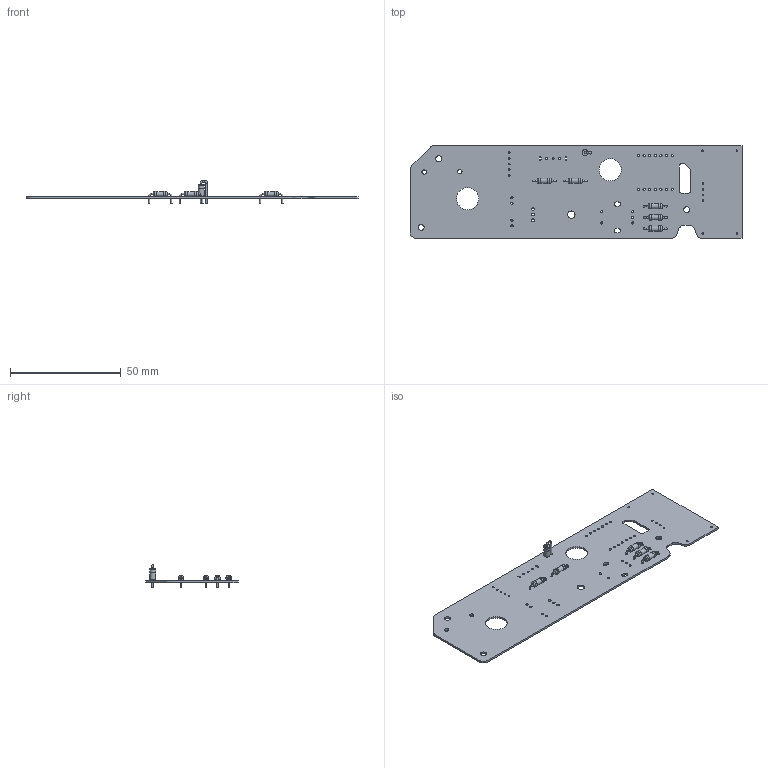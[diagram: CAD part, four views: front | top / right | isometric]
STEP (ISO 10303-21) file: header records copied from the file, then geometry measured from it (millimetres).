
FILE_DESCRIPTION(('KiCad electronic assembly'),'2;1');
FILE_NAME('cablight.step','2024-09-22T21:17:58',('Pcbnew'),('Kicad'), 'Open CASCADE STEP processor 7.8','KiCad to STEP converter','Unknown' );
FILE_SCHEMA(('AUTOMOTIVE_DESIGN { 1 0 10303 214 1 1 1 1 }'));
Length unit declared in the file: millimetre
Products named in the file (6): cablight 1; R_Axial_DIN0207_L6.3mm_D2.5mm_P10.16mm_Horizontal; R_Axial_DIN0207_L63mm_D25mm_P1016mm_Horizontal; D_DO-41_SOD81_P2.54mm_Vertical_KathodeUp; cablight_PCB
Assembly tree (9 placements, depth 3):
  cablight 1
    R_Axial_DIN0207_L6.3mm_D2.5mm_P10.16mm_Horizontal  x5
      R_Axial_DIN0207_L63mm_D25mm_P1016mm_Horizontal
    D_DO-41_SOD81_P2.54mm_Vertical_KathodeUp
      D_DO-41_SOD81_P2.54mm_Vertical_KathodeUp
    cablight_PCB
Bounding box: 150 x 42 x 10.4 mm (x, y, z)
Volume: 5440.2 mm3; surface area: 12908.5 mm2
Topology: 7 solids, 7 shells, 206 faces, 470 edges, 302 vertices
Faces by surface type: cylinder 124, plane 60, torus 22
Full cylindrical faces by diameter (mm): 0.6 x20, 0.8 x27, 0.9 x3, 1 x23, 1.1 x2, 1.2 x3, 2 x2, 2.25 x5, 2.5 x10, 2.7 x5, 2.72 x1, 3.35 x1, 10 x2
Entity records: 4981 total; most frequent: DIRECTION 858, CARTESIAN_POINT 748, ORIENTED_EDGE 724, EDGE_CURVE 362, AXIS2_PLACEMENT_3D 348, FACE_BOUND 280, EDGE_LOOP 280, VERTEX_POINT 238
